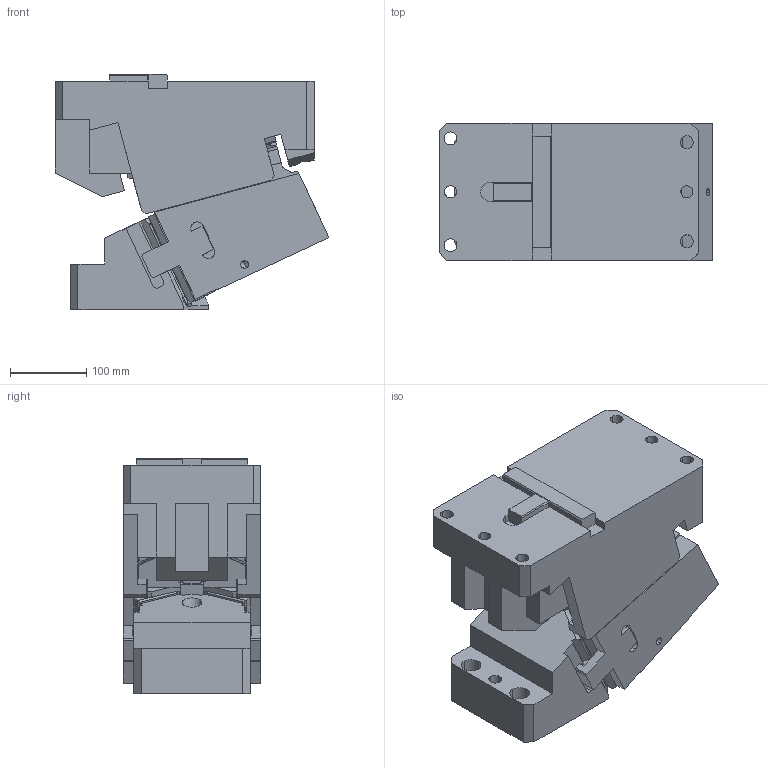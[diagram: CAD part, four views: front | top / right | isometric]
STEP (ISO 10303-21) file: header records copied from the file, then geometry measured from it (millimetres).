
FILE_DESCRIPTION(('CATIA V5 STEP Exchange'),'2;1');
FILE_NAME('CACV_F_180_65.stp','2015-04-27T06:53:43+00:00',('none'),('none'),'CATIA Version 5 Release 19 SP 2 (IN-10)','CATIA V5 STEP AP203','none');
FILE_SCHEMA(('CONFIG_CONTROL_DESIGN'));
Length unit declared in the file: millimetre
Products named in the file (1): CACV_F_180_65
Bounding box: 359.15 x 180 x 309 mm (x, y, z)
Volume: 12796474.9 mm3; surface area: 718729.4 mm2
Topology: 3 solids, 9 shells, 561 faces, 1547 edges, 1002 vertices
Faces by surface type: plane 387, cylinder 166, cone 8
Entity records: 18740 total; most frequent: CARTESIAN_POINT 5088, ORIENTED_EDGE 3082, DIRECTION 2329, EDGE_CURVE 1541, VECTOR 1146, LINE 1146, VERTEX_POINT 1002, AXIS2_PLACEMENT_3D 687
